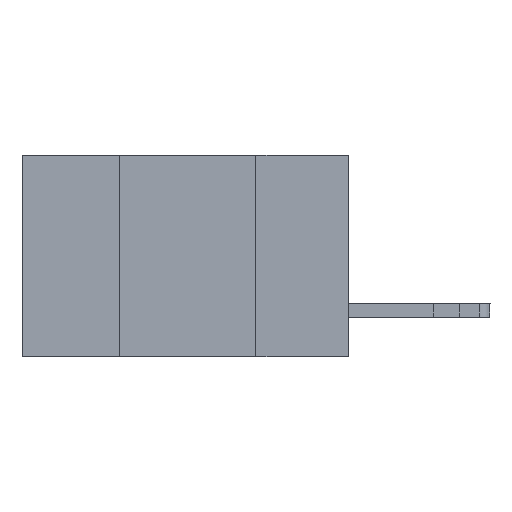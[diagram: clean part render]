
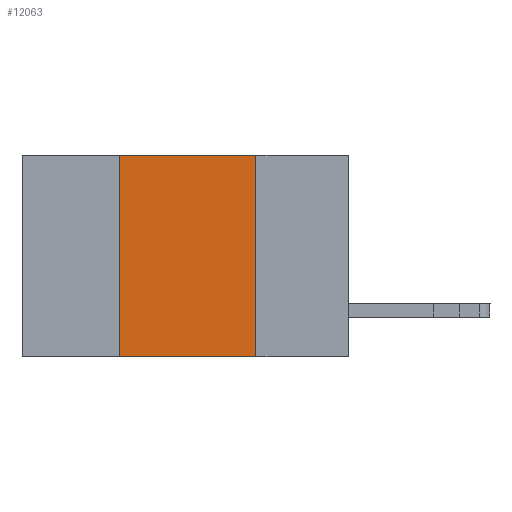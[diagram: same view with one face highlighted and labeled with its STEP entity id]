
A CAD part, left-side view. The second image highlights one B-rep face of the part: STEP entity #12063.
In plain terms, the highlighted planar face has unit normal (-1, 0, 0).
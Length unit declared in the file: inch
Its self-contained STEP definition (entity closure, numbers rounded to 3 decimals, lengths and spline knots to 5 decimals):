
#1134 = VERTEX_POINT ( 'NONE', #10330 ) ;
#1294 = VECTOR ( 'NONE', #5111, 39.37008 ) ;
#1640 = ORIENTED_EDGE ( 'NONE', *, *, #15257, .F. ) ;
#1761 = CARTESIAN_POINT ( 'NONE',  ( 0., 0.6, 0. ) ) ;
#2346 = EDGE_CURVE ( 'NONE', #10170, #1134, #13932, .T. ) ;
#2354 = CARTESIAN_POINT ( 'NONE',  ( 0., 0.17, 0. ) ) ;
#3470 = EDGE_CURVE ( 'NONE', #10170, #9532, #11625, .T. ) ;
#4046 = DIRECTION ( 'NONE',  ( 0., 0., 1. ) ) ;
#4059 = ORIENTED_EDGE ( 'NONE', *, *, #7302, .F. ) ;
#5111 = DIRECTION ( 'NONE',  ( 0., -1., 0. ) ) ;
#6964 = FACE_OUTER_BOUND ( 'NONE', #9616, .T. ) ;
#7302 = EDGE_CURVE ( 'NONE', #9532, #11879, #15028, .T. ) ;
#7664 = PLANE ( 'NONE',  #8672 ) ;
#7875 = ORIENTED_EDGE ( 'NONE', *, *, #2346, .T. ) ;
#8010 = CARTESIAN_POINT ( 'NONE',  ( 0., 0.42, -0.37 ) ) ;
#8157 = VECTOR ( 'NONE', #12516, 39.37008 ) ;
#8672 = AXIS2_PLACEMENT_3D ( 'NONE', #14911, #14861, #8921 ) ;
#8921 = DIRECTION ( 'NONE',  ( 0., 0., -1. ) ) ;
#9286 = LINE ( 'NONE', #13734, #8157 ) ;
#9532 = VERTEX_POINT ( 'NONE', #10686 ) ;
#9616 = EDGE_LOOP ( 'NONE', ( #1640, #4059, #15332, #7875 ) ) ;
#9655 = VECTOR ( 'NONE', #10886, 39.37008 ) ;
#10170 = VERTEX_POINT ( 'NONE', #8010 ) ;
#10330 = CARTESIAN_POINT ( 'NONE',  ( 0., 0.17, -0.37 ) ) ;
#10686 = CARTESIAN_POINT ( 'NONE',  ( 0., 0.42, 0. ) ) ;
#10886 = DIRECTION ( 'NONE',  ( 0., -1., 0. ) ) ;
#11279 = CARTESIAN_POINT ( 'NONE',  ( 0., 0.42, -0.37 ) ) ;
#11625 = LINE ( 'NONE', #11279, #14018 ) ;
#11879 = VERTEX_POINT ( 'NONE', #2354 ) ;
#12063 = ADVANCED_FACE ( 'NONE', ( #6964 ), #7664, .F. ) ;
#12083 = CARTESIAN_POINT ( 'NONE',  ( 0., 0.6, -0.37 ) ) ;
#12516 = DIRECTION ( 'NONE',  ( 0., 0., -1. ) ) ;
#13734 = CARTESIAN_POINT ( 'NONE',  ( 0., 0.17, -0.37 ) ) ;
#13932 = LINE ( 'NONE', #12083, #9655 ) ;
#14018 = VECTOR ( 'NONE', #4046, 39.37008 ) ;
#14861 = DIRECTION ( 'NONE',  ( 1., 0., 0. ) ) ;
#14911 = CARTESIAN_POINT ( 'NONE',  ( 0., 0.6, 0. ) ) ;
#15028 = LINE ( 'NONE', #1761, #1294 ) ;
#15257 = EDGE_CURVE ( 'NONE', #11879, #1134, #9286, .T. ) ;
#15332 = ORIENTED_EDGE ( 'NONE', *, *, #3470, .F. ) ;
